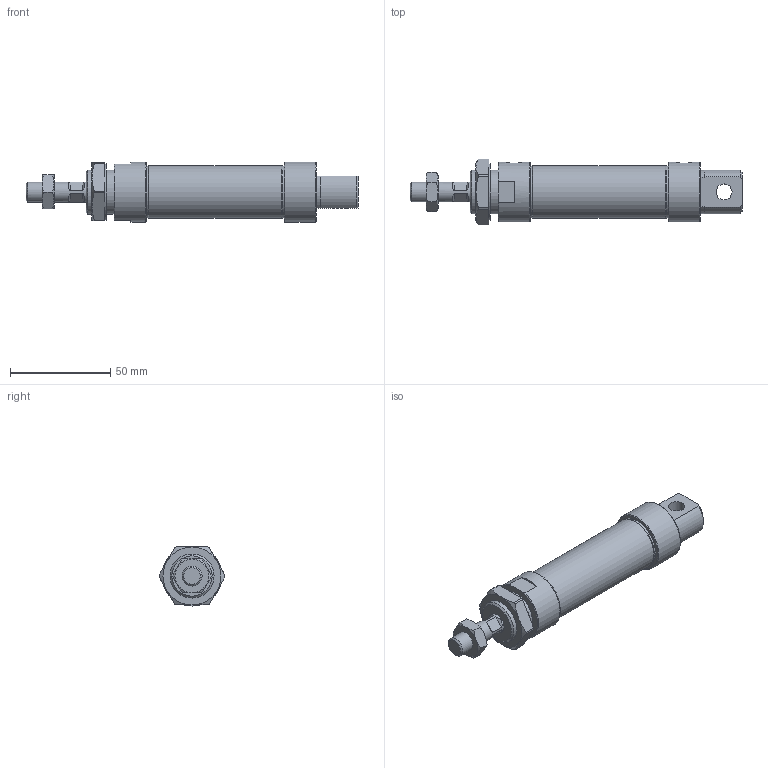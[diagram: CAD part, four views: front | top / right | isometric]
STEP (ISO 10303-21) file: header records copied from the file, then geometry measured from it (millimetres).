
FILE_DESCRIPTION( ( 'STEP AP214' ), ' ' );
FILE_NAME( 'MA25x25SCA_0_+__.stp', '2021-05-31T07:57:18', ( '' ), ( '' ), ' ', 'PARTsolutions', ' ' );
FILE_SCHEMA( ( 'AUTOMOTIVE_DESIGN { 1 0 10303 214 1 1 1 1 }' ) );
Length unit declared in the file: millimetre
Products named in the file (5): MA25x25SCA(0)+(); _25MA25 Body; _25MA25 Rod; _25 MA Nut; _25 MA Nut1
Assembly tree (4 placements, depth 2):
  MA25x25SCA(0)+()
    _25MA25 Body
    _25MA25 Rod
    _25 MA Nut
    _25 MA Nut1
Bounding box: 166 x 33 x 30 mm (x, y, z)
Volume: 65784.5 mm3; surface area: 27688.6 mm2
Topology: 4 solids, 4 shells, 115 faces, 244 edges, 153 vertices
Faces by surface type: plane 52, cone 32, cylinder 26, torus 5
Full cylindrical faces by diameter (mm): 8 x1, 8.566 x2, 8.647 x1, 10 x2, 20.376 x1, 22 x1, 24.5 x1, 25 x1, 26.4 x3, 28.4 x1, 30 x2
Entity records: 4246 total; most frequent: CARTESIAN_POINT 894, DIRECTION 500, ORIENTED_EDGE 428, AXIS2_PLACEMENT_3D 218, EDGE_CURVE 214, EDGE_LOOP 164, VERTEX_POINT 150, FACE_OUTER_BOUND 134
